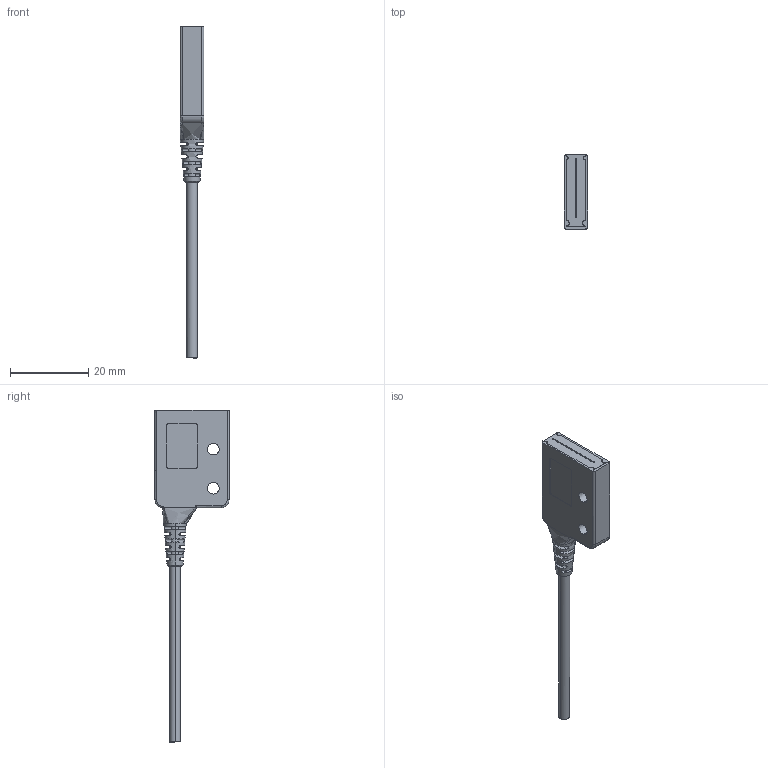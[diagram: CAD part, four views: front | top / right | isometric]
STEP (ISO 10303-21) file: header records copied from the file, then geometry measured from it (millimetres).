
FILE_DESCRIPTION (( 'STEP AP203' ), '1' );
FILE_NAME ('pt-20ml.STEP-203.STEP', '2013-06-14T03:38:37', ( 'name' ), ( 'org' ), 'SwSTEP 2.0', 'SolidWorks 2007', '' );
FILE_SCHEMA (( 'CONFIG_CONTROL_DESIGN' ));
Length unit declared in the file: millimetre
Products named in the file (1): pt-20ml.STEP-203
Bounding box: 6 x 19 x 85.02 mm (x, y, z)
Volume: 3320.8 mm3; surface area: 2288.1 mm2
Topology: 1 solids, 1 shells, 259 faces, 646 edges, 431 vertices
Faces by surface type: cylinder 143, plane 95, bspline 17, cone 4
Entity records: 11446 total; most frequent: CARTESIAN_POINT 5826, ORIENTED_EDGE 1292, DIRECTION 860, EDGE_CURVE 646, VERTEX_POINT 431, B_SPLINE_CURVE_WITH_KNOTS 330, AXIS2_PLACEMENT_3D 306, EDGE_LOOP 305
